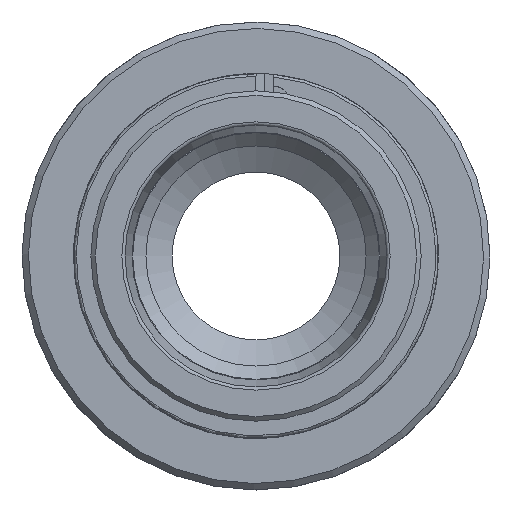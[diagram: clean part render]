
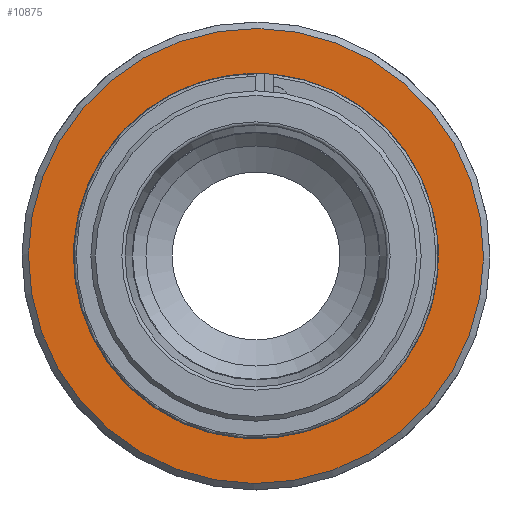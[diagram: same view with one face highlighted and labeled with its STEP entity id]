
A CAD part, left-side view. The second image highlights one B-rep face of the part: STEP entity #10875.
In plain terms, the highlighted planar face has unit normal (-1, 0, 0).
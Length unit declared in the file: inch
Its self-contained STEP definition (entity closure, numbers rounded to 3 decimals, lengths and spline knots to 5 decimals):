
#10763=CARTESIAN_POINT('',(0.,-0.5275,0.));
#10764=VERTEX_POINT('',#10763);
#10765=CARTESIAN_POINT('',(0.,0.0,0.0));
#10766=DIRECTION('',(1.0,0.0,0.0));
#10767=DIRECTION('',(0.0,1.0,0.0));
#10768=AXIS2_PLACEMENT_3D('',#10765,#10766,#10767);
#10769=CIRCLE('',#10768,0.5275);
#10770=EDGE_CURVE('',#10764,#10764,#10769,.T.);
#10821=CARTESIAN_POINT('',(0.,0.705,0.));
#10822=VERTEX_POINT('',#10821);
#10823=CARTESIAN_POINT('',(0.,0.0,0.0));
#10824=DIRECTION('',(1.0,0.0,0.0));
#10825=DIRECTION('',(0.0,-1.0,0.0));
#10826=AXIS2_PLACEMENT_3D('',#10823,#10824,#10825);
#10827=CIRCLE('',#10826,0.705);
#10828=EDGE_CURVE('',#10822,#10822,#10827,.T.);
#10864=CARTESIAN_POINT('',(0.,0.3625,0.0));
#10865=DIRECTION('',(-1.0,0.0,0.0));
#10866=DIRECTION('',(0.0,0.0,1.0));
#10867=AXIS2_PLACEMENT_3D('',#10864,#10865,#10866);
#10868=PLANE('',#10867);
#10869=ORIENTED_EDGE('',*,*,#10828,.F.);
#10870=EDGE_LOOP('',(#10869));
#10871=FACE_OUTER_BOUND('',#10870,.T.);
#10872=ORIENTED_EDGE('',*,*,#10770,.T.);
#10873=EDGE_LOOP('',(#10872));
#10874=FACE_BOUND('',#10873,.T.);
#10875=ADVANCED_FACE('',(#10871,#10874),#10868,.T.);
